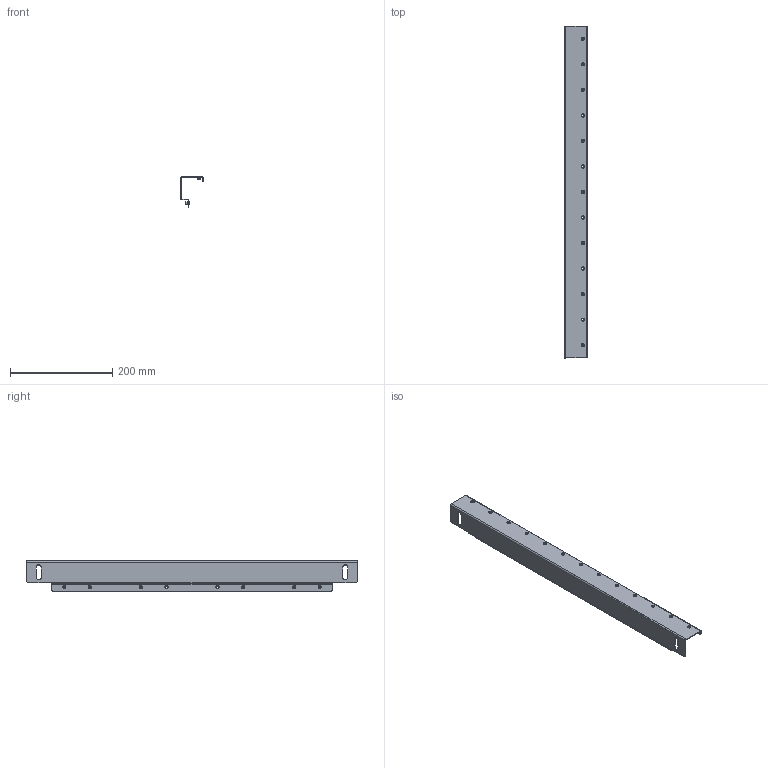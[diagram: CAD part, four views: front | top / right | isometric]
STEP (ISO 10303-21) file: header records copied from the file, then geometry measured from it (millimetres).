
FILE_DESCRIPTION (( 'STEP AP203' ), '1' );
FILE_NAME ('TI-00D-ST-070 TITAN Ñòîéêà âåðò. 700 äëÿ ïàíåëåé ËÃ_ËÌÀ (2øò_êîìïë) IEK.STEP', '2024-02-05T08:59:32', ( '' ), ( '' ), 'SwSTEP 2.0', 'SolidWorks 2022', '' );
FILE_SCHEMA (( 'CONFIG_CONTROL_DESIGN' ));
Length unit declared in the file: millimetre
Products named in the file (3): TI-00D-ST-070 TITAN Стойка верт. 700 для панелей ЛГ_ЛМА (2шт_компл) IEK; КИВА 240.10.01-03_-07 (H700); Заклёпка резьбовая умен бортик_M4 (вытянутая на 1,4 мм)
Assembly tree (22 placements, depth 2):
  TI-00D-ST-070 TITAN Стойка верт. 700 для панелей ЛГ_ЛМА (2шт_компл) IEK
    КИВА 240.10.01-03_-07 (H700)
    Заклёпка резьбовая умен бортик_M4 (вытянутая на 1,4 мм)  x21
Bounding box: 45 x 650 x 60.6 mm (x, y, z)
Volume: 109638.2 mm3; surface area: 161767.1 mm2
Topology: 22 solids, 22 shells, 408 faces, 881 edges, 538 vertices
Faces by surface type: cylinder 230, plane 94, cone 42, torus 42
Entity records: 4386 total; most frequent: DIRECTION 691, CARTESIAN_POINT 592, ORIENTED_EDGE 562, EDGE_CURVE 281, AXIS2_PLACEMENT_3D 277, VERTEX_POINT 178, EDGE_LOOP 157, CIRCLE 144
